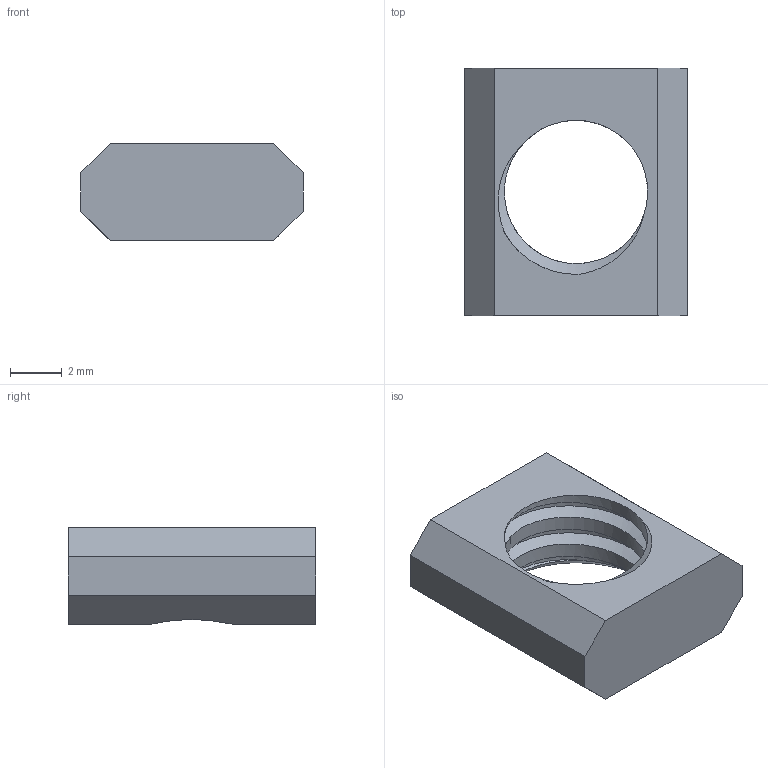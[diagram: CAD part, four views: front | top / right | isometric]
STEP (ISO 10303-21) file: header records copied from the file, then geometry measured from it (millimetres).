
FILE_DESCRIPTION(/* description */ (''),/* implementation_level */ '2;1');
FILE_NAME(/* name */ 'LSM Nut.step',/* time_stamp */ '2021-01-29T17:26:16-06:00',/* author */ (''),/* organization */ (''),/* preprocessor_version */ 'ST-DEVELOPER v18.1',/* originating_system */ 'Autodesk Translation Framework v9.7.1.1290',/* authorisation */ '');
FILE_SCHEMA (('AUTOMOTIVE_DESIGN { 1 0 10303 214 3 1 1 }'));
Length unit declared in the file: millimetre
Products named in the file (1): LSM Nut
Bounding box: 8.55 x 9.53 x 3.71 mm (x, y, z)
Volume: 175.5 mm3; surface area: 297.3 mm2
Topology: 1 solids, 1 shells, 20 faces, 65 edges, 46 vertices
Faces by surface type: plane 11, cylinder 5, cone 2, bspline 2
Full cylindrical faces by diameter (mm): 5.518 x2
Entity records: 2928 total; most frequent: CARTESIAN_POINT 2352, ORIENTED_EDGE 130, DIRECTION 87, EDGE_CURVE 65, VERTEX_POINT 46, LINE 31, VECTOR 31, AXIS2_PLACEMENT_3D 28
